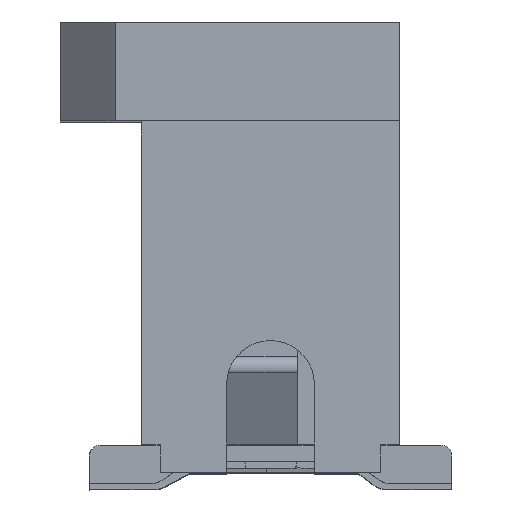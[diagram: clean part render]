
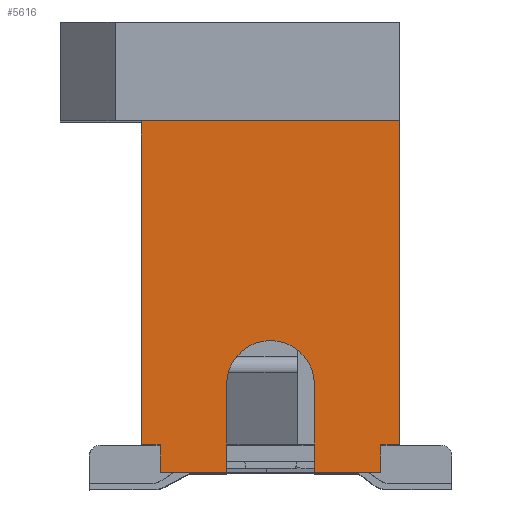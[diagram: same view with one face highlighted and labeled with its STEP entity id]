
A CAD part, top view. The second image highlights one B-rep face of the part: STEP entity #5616.
In plain terms, the highlighted planar face has unit normal (0, 0, 1).
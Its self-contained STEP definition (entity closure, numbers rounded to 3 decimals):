
#16=DIRECTION('',(-1.,0.,0.));
#17=VECTOR('',#16,0.17);
#18=CARTESIAN_POINT('',(19.937,5.364,6.48));
#19=LINE('',#18,#17);
#20=DIRECTION('',(0.,-1.,0.));
#21=VECTOR('',#20,0.25);
#22=CARTESIAN_POINT('',(19.767,5.364,6.48));
#23=LINE('',#22,#21);
#24=DIRECTION('',(0.,1.,0.));
#25=VECTOR('',#24,0.8);
#26=CARTESIAN_POINT('',(19.162,5.114,6.48));
#27=LINE('',#26,#25);
#28=CARTESIAN_POINT('',(18.762,5.914,6.48));
#29=DIRECTION('',(0.,0.,1.));
#30=DIRECTION('',(1.,0.,0.));
#31=AXIS2_PLACEMENT_3D('',#28,#29,#30);
#33=DIRECTION('',(0.,-1.,0.));
#34=VECTOR('',#33,0.8);
#35=CARTESIAN_POINT('',(18.362,5.914,6.48));
#36=LINE('',#35,#34);
#37=DIRECTION('',(0.,1.,0.));
#38=VECTOR('',#37,0.25);
#39=CARTESIAN_POINT('',(17.757,5.114,6.48));
#40=LINE('',#39,#38);
#41=DIRECTION('',(-1.,0.,0.));
#42=VECTOR('',#41,0.17);
#43=CARTESIAN_POINT('',(17.757,5.364,6.48));
#44=LINE('',#43,#42);
#77=DIRECTION('',(-1.,0.,0.));
#78=VECTOR('',#77,2.35);
#79=CARTESIAN_POINT('',(19.937,8.314,6.48));
#80=LINE('',#79,#78);
#1217=DIRECTION('',(0.,1.,0.));
#1218=VECTOR('',#1217,2.95);
#1219=CARTESIAN_POINT('',(19.937,5.364,6.48));
#1220=LINE('',#1219,#1218);
#1274=DIRECTION('',(1.,0.,0.));
#1275=VECTOR('',#1274,0.605);
#1276=CARTESIAN_POINT('',(19.162,5.114,6.48));
#1277=LINE('',#1276,#1275);
#1814=DIRECTION('',(0.,-1.,0.));
#1815=VECTOR('',#1814,2.95);
#1816=CARTESIAN_POINT('',(17.587,8.314,6.48));
#1817=LINE('',#1816,#1815);
#2709=DIRECTION('',(1.,0.,0.));
#2710=VECTOR('',#2709,0.605);
#2711=CARTESIAN_POINT('',(17.757,5.114,6.48));
#2712=LINE('',#2711,#2710);
#4264=CARTESIAN_POINT('',(19.937,8.314,6.48));
#4265=CARTESIAN_POINT('',(17.587,8.314,6.48));
#4266=VERTEX_POINT('',#4264);
#4267=VERTEX_POINT('',#4265);
#4268=CARTESIAN_POINT('',(19.937,5.364,6.48));
#4269=VERTEX_POINT('',#4268);
#4270=CARTESIAN_POINT('',(19.767,5.364,6.48));
#4271=VERTEX_POINT('',#4270);
#4272=CARTESIAN_POINT('',(19.767,5.114,6.48));
#4273=VERTEX_POINT('',#4272);
#4274=CARTESIAN_POINT('',(19.162,5.114,6.48));
#4275=VERTEX_POINT('',#4274);
#4276=CARTESIAN_POINT('',(19.162,5.914,6.48));
#4277=VERTEX_POINT('',#4276);
#4278=CARTESIAN_POINT('',(18.362,5.914,6.48));
#4279=VERTEX_POINT('',#4278);
#4280=CARTESIAN_POINT('',(18.362,5.114,6.48));
#4281=VERTEX_POINT('',#4280);
#4282=CARTESIAN_POINT('',(17.757,5.114,6.48));
#4283=VERTEX_POINT('',#4282);
#4284=CARTESIAN_POINT('',(17.757,5.364,6.48));
#4285=VERTEX_POINT('',#4284);
#4286=CARTESIAN_POINT('',(17.587,5.364,6.48));
#4287=VERTEX_POINT('',#4286);
#5585=CARTESIAN_POINT('',(18.762,6.714,6.48));
#5586=DIRECTION('',(0.,0.,1.));
#5587=DIRECTION('',(0.,1.,0.));
#5588=AXIS2_PLACEMENT_3D('',#5585,#5586,#5587);
#5589=PLANE('',#5588);
#5591=ORIENTED_EDGE('',*,*,#5590,.F.);
#5593=ORIENTED_EDGE('',*,*,#5592,.F.);
#5595=ORIENTED_EDGE('',*,*,#5594,.T.);
#5597=ORIENTED_EDGE('',*,*,#5596,.T.);
#5599=ORIENTED_EDGE('',*,*,#5598,.F.);
#5601=ORIENTED_EDGE('',*,*,#5600,.T.);
#5603=ORIENTED_EDGE('',*,*,#5602,.T.);
#5605=ORIENTED_EDGE('',*,*,#5604,.T.);
#5607=ORIENTED_EDGE('',*,*,#5606,.F.);
#5609=ORIENTED_EDGE('',*,*,#5608,.T.);
#5611=ORIENTED_EDGE('',*,*,#5610,.T.);
#5613=ORIENTED_EDGE('',*,*,#5612,.F.);
#5614=EDGE_LOOP('',(#5591,#5593,#5595,#5597,#5599,#5601,#5603,#5605,#5607,#5609,
#5611,#5613));
#5615=FACE_OUTER_BOUND('',#5614,.F.);
#32=CIRCLE('',#31,0.4);
#5590=EDGE_CURVE('',#4266,#4267,#80,.T.);
#5592=EDGE_CURVE('',#4269,#4266,#1220,.T.);
#5594=EDGE_CURVE('',#4269,#4271,#19,.T.);
#5596=EDGE_CURVE('',#4271,#4273,#23,.T.);
#5598=EDGE_CURVE('',#4275,#4273,#1277,.T.);
#5600=EDGE_CURVE('',#4275,#4277,#27,.T.);
#5602=EDGE_CURVE('',#4277,#4279,#32,.T.);
#5604=EDGE_CURVE('',#4279,#4281,#36,.T.);
#5606=EDGE_CURVE('',#4283,#4281,#2712,.T.);
#5608=EDGE_CURVE('',#4283,#4285,#40,.T.);
#5610=EDGE_CURVE('',#4285,#4287,#44,.T.);
#5612=EDGE_CURVE('',#4267,#4287,#1817,.T.);
#5616=ADVANCED_FACE('',(#5615),#5589,.T.);
